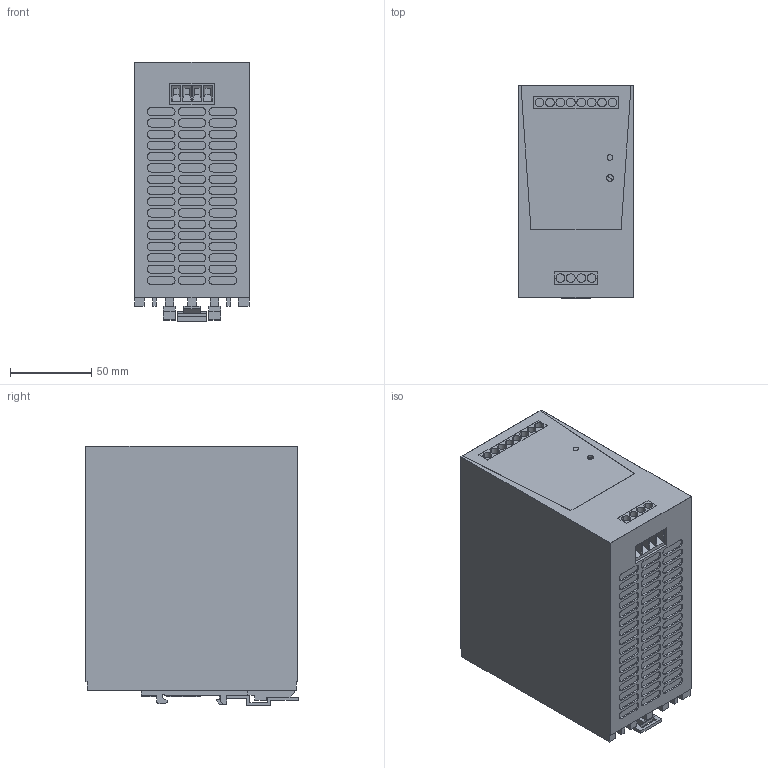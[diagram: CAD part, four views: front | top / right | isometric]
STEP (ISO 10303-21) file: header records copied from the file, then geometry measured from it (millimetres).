
FILE_DESCRIPTION(('CATIA V5R24 STEP','CAx-IF Rec.Pracs.--- Model Styling and Organization---1.2---2011-12-15'),'2;1');
FILE_NAME ('6805132_3', '2018-03-13T12:31:11+00:00', ('Weidmueller Interface'), ('Weidmueller'), 'CATIA Version 5-6 Release 2014 SP4', 'CATIA V5 STEP AP214', 'none');
FILE_SCHEMA(('AUTOMOTIVE_DESIGN { 1 0 10303 214 1 1 1 1 }'));
Length unit declared in the file: millimetre
Products named in the file (1): 1478190000
Bounding box: 70 x 130.3 x 159.5 mm (x, y, z)
Volume: 1325977.9 mm3; surface area: 130653 mm2
Topology: 7 solids, 7 shells, 866 faces, 2105 edges, 1372 vertices
Faces by surface type: plane 619, cylinder 247
Entity records: 24022 total; most frequent: ORIENTED_EDGE 4210, CARTESIAN_POINT 4070, DIRECTION 3199, EDGE_CURVE 2087, VECTOR 1539, LINE 1539, VERTEX_POINT 1354, AXIS2_PLACEMENT_3D 1081
